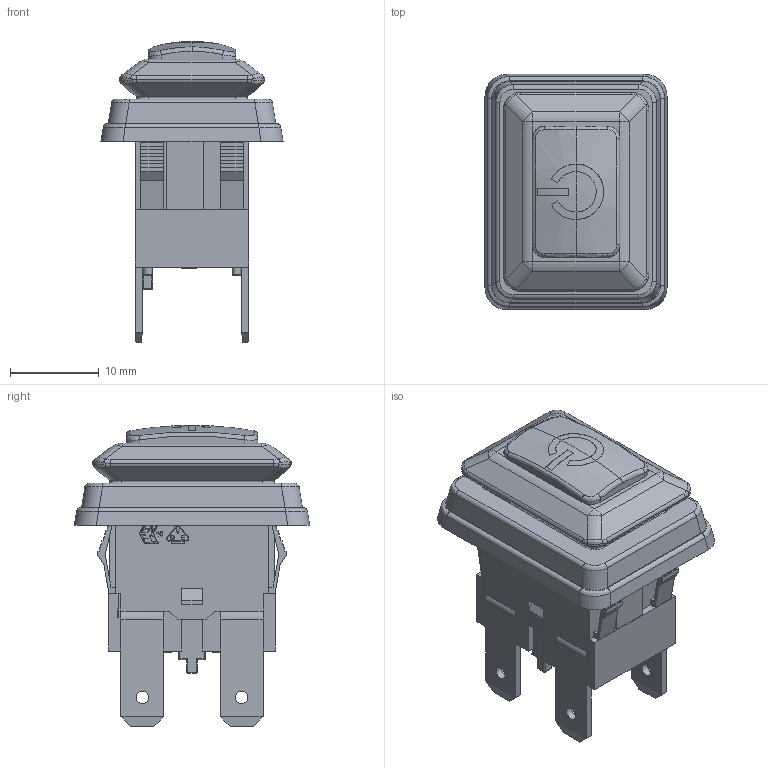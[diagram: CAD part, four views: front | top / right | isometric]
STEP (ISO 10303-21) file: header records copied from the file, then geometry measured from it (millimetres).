
FILE_DESCRIPTION(/* description */ (''),/* implementation_level */ '2;1');
FILE_NAME(/* name */ 'PA4R12Cxxx2.stp',/* time_stamp */ '2025-05-27T16:34:43-05:00',/* author */ ('mroman'),/* organization */ (''),/* preprocessor_version */ 'ST-DEVELOPER v18.1',/* originating_system */ 'Autodesk Inventor 2022',/* authorisation */ '');
FILE_SCHEMA (('AUTOMOTIVE_DESIGN { 1 0 10303 214 3 1 1 }'));
Length unit declared in the file: centimetre
Products named in the file (1): PA4R12Cxxx2
Bounding box: 20.5 x 26.5 x 33.9 mm (x, y, z)
Volume: 4613.6 mm3; surface area: 7112.6 mm2
Topology: 1 solids, 2 shells, 1406 faces, 3979 edges, 2571 vertices
Faces by surface type: plane 994, bspline 222, cylinder 172, sphere 12, torus 6
Full cylindrical faces by diameter (mm): 0.95 x4, 1.4 x4, 2.5 x2, 3 x1
Entity records: 47721 total; most frequent: CARTESIAN_POINT 12239, ORIENTED_EDGE 7958, DIRECTION 6400, EDGE_CURVE 3979, LINE 3126, VECTOR 3126, VERTEX_POINT 2571, AXIS2_PLACEMENT_3D 1637
